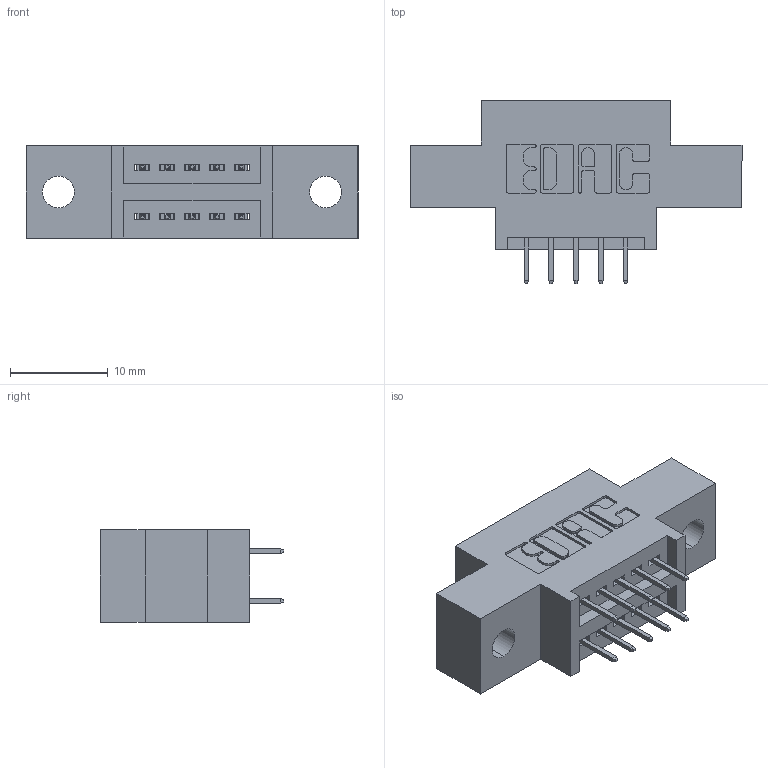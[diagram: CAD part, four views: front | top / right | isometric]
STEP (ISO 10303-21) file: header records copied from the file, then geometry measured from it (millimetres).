
FILE_DESCRIPTION (( 'STEP AP203' ), '1' );
FILE_NAME ('395-010-525-802.STEP', '2020-09-23T06:20:20', ( '' ), ( '' ), 'SwSTEP 2.0', 'SolidWorks 2020', '' );
FILE_SCHEMA (( 'CONFIG_CONTROL_DESIGN' ));
Length unit declared in the file: inch
Products named in the file (3): 345 Part_0.170 Offset - 0.128 Dia; 395-010-525-802; 345-292-001_345-293-125
Assembly tree (11 placements, depth 2):
  395-010-525-802
    345 Part_0.170 Offset - 0.128 Dia
    345-292-001_345-293-125  x10
Bounding box: 33.91 x 18.72 x 9.4 mm (x, y, z)
Volume: 2784 mm3; surface area: 3219.7 mm2
Topology: 11 solids, 11 shells, 670 faces, 1883 edges, 1214 vertices
Faces by surface type: plane 474, cylinder 196
Entity records: 9113 total; most frequent: CARTESIAN_POINT 1564, ORIENTED_EDGE 1498, DIRECTION 1425, EDGE_CURVE 749, LINE 601, VECTOR 601, VERTEX_POINT 494, AXIS2_PLACEMENT_3D 412
